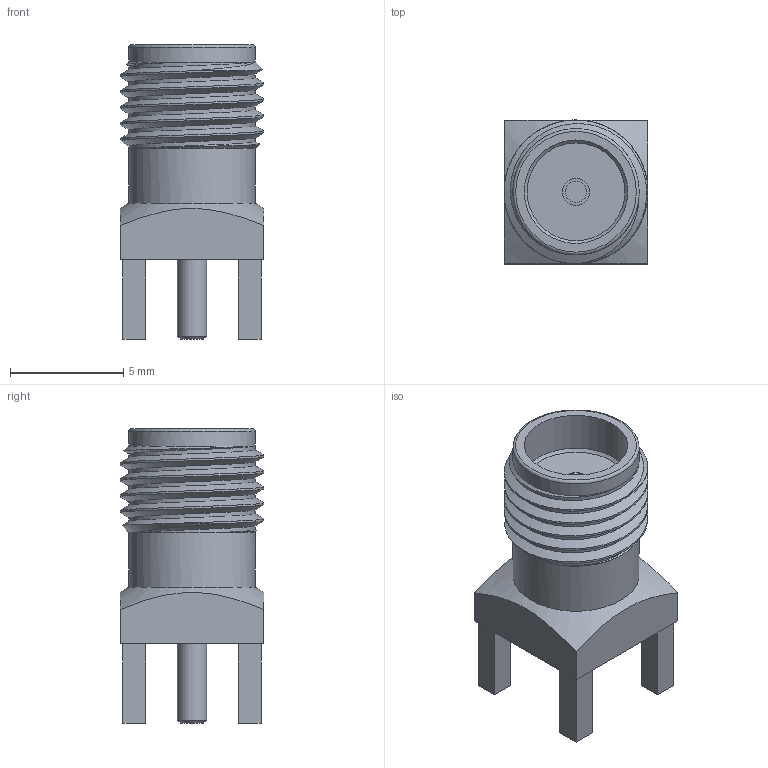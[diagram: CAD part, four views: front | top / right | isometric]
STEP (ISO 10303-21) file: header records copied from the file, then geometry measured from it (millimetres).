
FILE_DESCRIPTION (( 'STEP AP203' ), '1' );
FILE_NAME ('PE4117_3D.step', '2021-02-11T21:05:52', ( '' ), ( '' ), 'SwSTEP 2.0', 'SolidWorks 2018', '' );
FILE_SCHEMA (( 'CONFIG_CONTROL_DESIGN' ));
Length unit declared in the file: inch
Products named in the file (1): PE4117_3D
Bounding box: 6.35 x 6.35 x 13 mm (x, y, z)
Volume: 262.8 mm3; surface area: 409.8 mm2
Topology: 1 solids, 1 shells, 48 faces, 104 edges, 67 vertices
Faces by surface type: plane 31, cylinder 8, cone 5, bspline 3, torus 1
Full cylindrical faces by diameter (mm): 0.94 x1, 1.194 x1, 1.295 x1, 4.572 x2, 5.582 x2
Entity records: 2437 total; most frequent: CARTESIAN_POINT 1404, DIRECTION 182, ORIENTED_EDGE 180, EDGE_CURVE 90, EDGE_LOOP 68, VERTEX_POINT 64, AXIS2_PLACEMENT_3D 63, LINE 56
